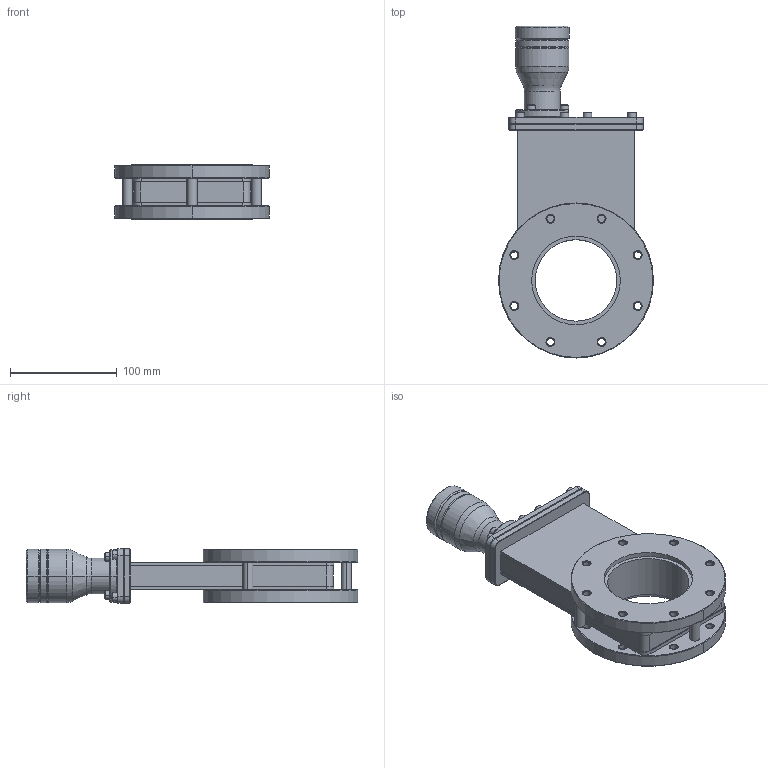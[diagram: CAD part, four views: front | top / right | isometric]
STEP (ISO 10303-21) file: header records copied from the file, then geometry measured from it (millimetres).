
FILE_DESCRIPTION((''),'2;1');
FILE_NAME('11110-0303','2009-02-06T',('jd'),(''),'PRO/ENGINEER BY PARAMETRIC TECHNOLOGY CORPORATION, 2008400','PRO/ENGINEER BY PARAMETRIC TECHNOLOGY CORPORATION, 2008400','');
FILE_SCHEMA(('CONFIG_CONTROL_DESIGN'));
Length unit declared in the file: inch
Products named in the file (1): 11110-0303
Bounding box: 145.01 x 310.63 x 50.55 mm (x, y, z)
Volume: 910089 mm3; surface area: 125894.6 mm2
Topology: 1 solids, 17 shells, 411 faces, 984 edges, 610 vertices
Faces by surface type: plane 185, cylinder 128, cone 94, torus 2, bspline 2
Entity records: 12033 total; most frequent: DIRECTION 2252, CARTESIAN_POINT 2060, ORIENTED_EDGE 1904, EDGE_CURVE 984, AXIS2_PLACEMENT_3D 858, VERTEX_POINT 610, VECTOR 536, LINE 536
